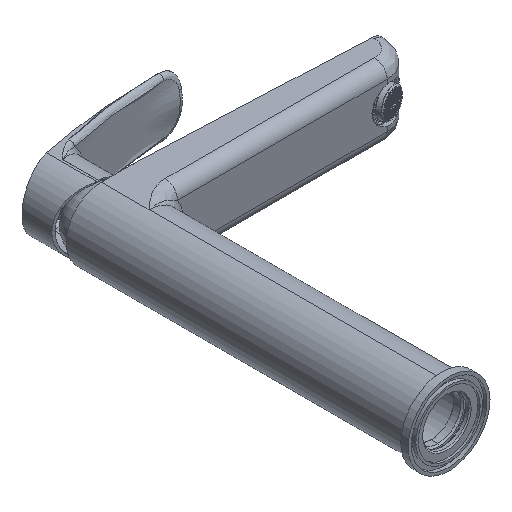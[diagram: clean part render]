
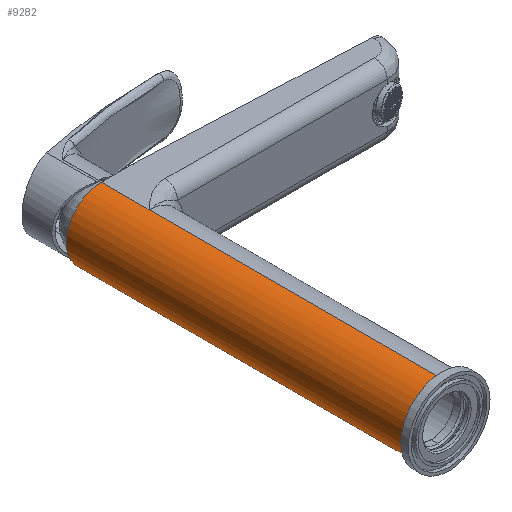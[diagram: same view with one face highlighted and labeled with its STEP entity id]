
A CAD part, isometric view. The second image highlights one B-rep face of the part: STEP entity #9282.
In plain terms, the highlighted cylindrical face has radius 23.25 mm (diameter 46.5 mm), a partial arc.
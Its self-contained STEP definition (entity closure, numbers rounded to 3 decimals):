
#6590 = VERTEX_POINT ( 'NONE', #71108 ) ;
#6885 = DIRECTION ( 'NONE',  ( 0., 0., -1. ) ) ;
#8751 = CARTESIAN_POINT ( 'NONE',  ( 0., 250., 23.25 ) ) ;
#8892 = EDGE_CURVE ( 'NONE', #69116, #6590, #29350, .T. ) ;
#9159 = VECTOR ( 'NONE', #28403, 1000. ) ;
#9282 = ADVANCED_FACE ( 'NONE', ( #20546 ), #69384, .T. ) ;
#11284 = EDGE_CURVE ( 'NONE', #43125, #41717, #32963, .T. ) ;
#13008 = CARTESIAN_POINT ( 'NONE',  ( 0., 0., -23.25 ) ) ;
#14403 = VECTOR ( 'NONE', #23983, 1000. ) ;
#15442 = ORIENTED_EDGE ( 'NONE', *, *, #67921, .T. ) ;
#20546 = FACE_OUTER_BOUND ( 'NONE', #46192, .T. ) ;
#21536 = CARTESIAN_POINT ( 'NONE',  ( 0., 193.5, 23.25 ) ) ;
#22226 = VERTEX_POINT ( 'NONE', #13008 ) ;
#23812 = CARTESIAN_POINT ( 'NONE',  ( 0., 225., 0. ) ) ;
#23983 = DIRECTION ( 'NONE',  ( 0., -1., 0. ) ) ;
#24336 = CARTESIAN_POINT ( 'NONE',  ( 0., 250., 23.25 ) ) ;
#25094 = DIRECTION ( 'NONE',  ( 0., 1., 0. ) ) ;
#26674 = CARTESIAN_POINT ( 'NONE',  ( 0., 250., 0. ) ) ;
#28027 = ORIENTED_EDGE ( 'NONE', *, *, #11284, .T. ) ;
#28403 = DIRECTION ( 'NONE',  ( 0., 1., 0. ) ) ;
#29020 = VERTEX_POINT ( 'NONE', #53346 ) ;
#29350 = LINE ( 'NONE', #57462, #14403 ) ;
#32207 = DIRECTION ( 'NONE',  ( 0., 1., 0. ) ) ;
#32963 = LINE ( 'NONE', #8751, #70720 ) ;
#36923 = ORIENTED_EDGE ( 'NONE', *, *, #48539, .F. ) ;
#41717 = VERTEX_POINT ( 'NONE', #21536 ) ;
#43125 = VERTEX_POINT ( 'NONE', #69260 ) ;
#44040 = CARTESIAN_POINT ( 'NONE',  ( 0., 225., -23.25 ) ) ;
#44386 = DIRECTION ( 'NONE',  ( 0., 1., 0. ) ) ;
#44769 = DIRECTION ( 'NONE',  ( 0., 0., 1. ) ) ;
#45126 = EDGE_CURVE ( 'NONE', #22226, #6590, #74253, .T. ) ;
#45907 = AXIS2_PLACEMENT_3D ( 'NONE', #23812, #58833, #6885 ) ;
#45977 = CARTESIAN_POINT ( 'NONE',  ( 0., 0., 0. ) ) ;
#46192 = EDGE_LOOP ( 'NONE', ( #49107, #36923, #28027, #15442, #64760, #52599 ) ) ;
#48539 = EDGE_CURVE ( 'NONE', #43125, #22226, #65226, .T. ) ;
#49107 = ORIENTED_EDGE ( 'NONE', *, *, #45126, .F. ) ;
#52599 = ORIENTED_EDGE ( 'NONE', *, *, #8892, .T. ) ;
#53295 = VECTOR ( 'NONE', #25094, 1000. ) ;
#53346 = CARTESIAN_POINT ( 'NONE',  ( 0., 225., 23.25 ) ) ;
#53876 = EDGE_CURVE ( 'NONE', #69116, #29020, #71707, .T. ) ;
#57140 = DIRECTION ( 'NONE',  ( -1., 0., 0. ) ) ;
#57462 = CARTESIAN_POINT ( 'NONE',  ( 0., 250., -23.25 ) ) ;
#58833 = DIRECTION ( 'NONE',  ( 0., 1., 0. ) ) ;
#60113 = LINE ( 'NONE', #24336, #53295 ) ;
#62531 = DIRECTION ( 'NONE',  ( 0., -1., 0. ) ) ;
#64760 = ORIENTED_EDGE ( 'NONE', *, *, #53876, .F. ) ;
#65226 = CIRCLE ( 'NONE', #66445, 23.25 ) ;
#66445 = AXIS2_PLACEMENT_3D ( 'NONE', #45977, #62531, #57140 ) ;
#67290 = AXIS2_PLACEMENT_3D ( 'NONE', #26674, #44386, #44769 ) ;
#67921 = EDGE_CURVE ( 'NONE', #41717, #29020, #60113, .T. ) ;
#69116 = VERTEX_POINT ( 'NONE', #44040 ) ;
#69229 = CARTESIAN_POINT ( 'NONE',  ( 0., 250., -23.25 ) ) ;
#69260 = CARTESIAN_POINT ( 'NONE',  ( 0., 0., 23.25 ) ) ;
#69384 = CYLINDRICAL_SURFACE ( 'NONE', #67290, 23.25 ) ;
#70720 = VECTOR ( 'NONE', #32207, 1000. ) ;
#71108 = CARTESIAN_POINT ( 'NONE',  ( 0., 193.5, -23.25 ) ) ;
#71707 = CIRCLE ( 'NONE', #45907, 23.25 ) ;
#74253 = LINE ( 'NONE', #69229, #9159 ) ;
